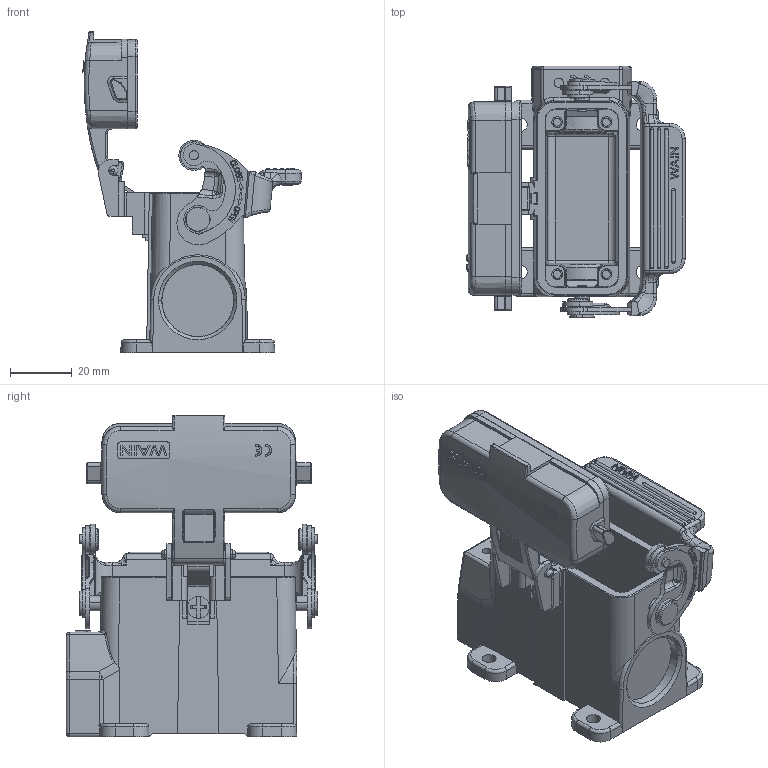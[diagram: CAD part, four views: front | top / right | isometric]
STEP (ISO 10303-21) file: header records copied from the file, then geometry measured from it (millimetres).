
FILE_DESCRIPTION((''),'2;1');
FILE_NAME('3D_1100102611011_H10A-SF-1L_SC-','2024-01-22T',('11539'),(''),'PRO/ENGINEER BY PARAMETRIC TECHNOLOGY CORPORATION, 2012480','PRO/ENGINEER BY PARAMETRIC TECHNOLOGY CORPORATION, 2012480','');
FILE_SCHEMA(('CONFIG_CONTROL_DESIGN'));
Products named in the file (1): 3D_1100102611011_H10A-SF-1L_SC-
Bounding box: 70.98 x 81.95 x 104.6 mm (x, y, z)
Volume: 73357.7 mm3; surface area: 43106.2 mm2
Topology: 1 solids, 14 shells, 1615 faces, 4250 edges, 2710 vertices
Faces by surface type: plane 672, cylinder 416, extrusion 229, bspline 128, torus 88, cone 44, sphere 38
Entity records: 58347 total; most frequent: CARTESIAN_POINT 20191, ORIENTED_EDGE 8416, DIRECTION 7018, EDGE_CURVE 4208, VERTEX_POINT 2710, VECTOR 2378, AXIS2_PLACEMENT_3D 2320, LINE 2149
